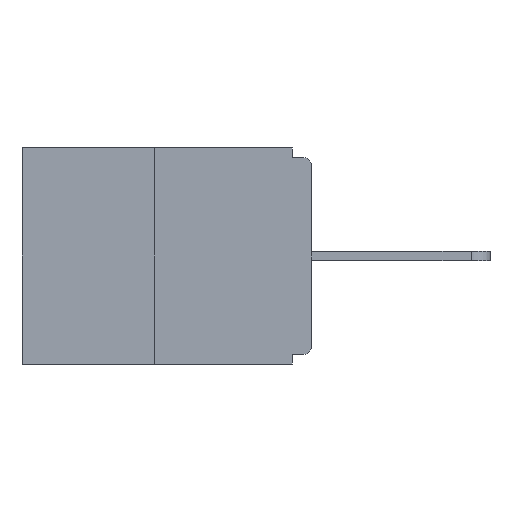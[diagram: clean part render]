
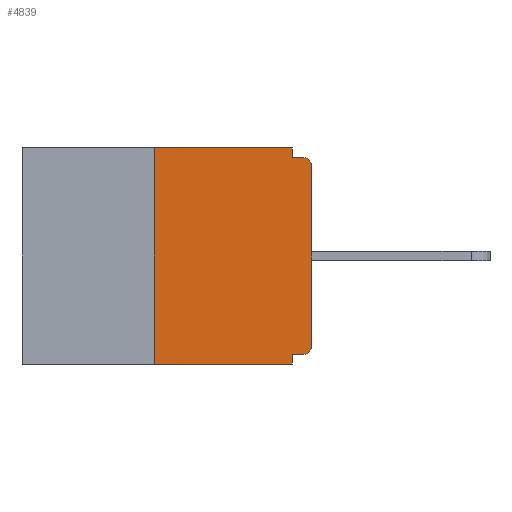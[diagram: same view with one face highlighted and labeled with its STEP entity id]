
A CAD part, left-side view. The second image highlights one B-rep face of the part: STEP entity #4839.
In plain terms, the highlighted planar face has unit normal (-1, 0, 0).
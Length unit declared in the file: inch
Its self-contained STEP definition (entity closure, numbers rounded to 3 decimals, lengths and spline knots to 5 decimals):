
#11 = VECTOR ( 'NONE', #10476, 39.37008 ) ;
#146 = EDGE_CURVE ( 'NONE', #8435, #5772, #4770, .T. ) ;
#188 = AXIS2_PLACEMENT_3D ( 'NONE', #3543, #1058, #4568 ) ;
#269 = LINE ( 'NONE', #1905, #5310 ) ;
#309 = CARTESIAN_POINT ( 'NONE',  ( 0., 0.031, -0.328 ) ) ;
#475 = DIRECTION ( 'NONE',  ( 0., -1., 0. ) ) ;
#525 = CARTESIAN_POINT ( 'NONE',  ( 0., 0., -0.313 ) ) ;
#784 = VERTEX_POINT ( 'NONE', #309 ) ;
#816 = AXIS2_PLACEMENT_3D ( 'NONE', #7478, #10817, #9877 ) ;
#947 = VECTOR ( 'NONE', #1191, 39.37008 ) ;
#1024 = CARTESIAN_POINT ( 'NONE',  ( 0., 0., -0.328 ) ) ;
#1058 = DIRECTION ( 'NONE',  ( -1., 0., 0. ) ) ;
#1066 = EDGE_CURVE ( 'NONE', #784, #3056, #7142, .T. ) ;
#1098 = EDGE_CURVE ( 'NONE', #9980, #7607, #8007, .T. ) ;
#1136 = DIRECTION ( 'NONE',  ( 0., 1., 0. ) ) ;
#1191 = DIRECTION ( 'NONE',  ( 0., 0., 1. ) ) ;
#1212 = DIRECTION ( 'NONE',  ( 0., 0., -1. ) ) ;
#1276 = CARTESIAN_POINT ( 'NONE',  ( 0., 0.031, -0.343 ) ) ;
#1412 = EDGE_CURVE ( 'NONE', #9980, #3056, #3348, .T. ) ;
#1416 = VECTOR ( 'NONE', #9048, 39.37008 ) ;
#1762 = ORIENTED_EDGE ( 'NONE', *, *, #4125, .T. ) ;
#1905 = CARTESIAN_POINT ( 'NONE',  ( 0., 0.46, 0. ) ) ;
#2508 = VECTOR ( 'NONE', #10843, 39.37008 ) ;
#2617 = EDGE_CURVE ( 'NONE', #7607, #9644, #269, .T. ) ;
#2633 = CARTESIAN_POINT ( 'NONE',  ( 0., 0.25, -0.343 ) ) ;
#2648 = ORIENTED_EDGE ( 'NONE', *, *, #7143, .F. ) ;
#2873 = CARTESIAN_POINT ( 'NONE',  ( 0., 0., -0.03 ) ) ;
#2947 = ORIENTED_EDGE ( 'NONE', *, *, #7272, .F. ) ;
#3056 = VERTEX_POINT ( 'NONE', #1276 ) ;
#3072 = CARTESIAN_POINT ( 'NONE',  ( 0., 0.015, -0.015 ) ) ;
#3265 = ORIENTED_EDGE ( 'NONE', *, *, #1066, .F. ) ;
#3348 = LINE ( 'NONE', #7622, #6523 ) ;
#3389 = VERTEX_POINT ( 'NONE', #5609 ) ;
#3543 = CARTESIAN_POINT ( 'NONE',  ( 0., 0.015, -0.313 ) ) ;
#3728 = VECTOR ( 'NONE', #1136, 39.37008 ) ;
#3732 = VECTOR ( 'NONE', #475, 39.37008 ) ;
#4125 = EDGE_CURVE ( 'NONE', #3389, #8435, #10142, .T. ) ;
#4240 = ORIENTED_EDGE ( 'NONE', *, *, #7997, .T. ) ;
#4568 = DIRECTION ( 'NONE',  ( 0., 0., -1. ) ) ;
#4770 = LINE ( 'NONE', #5597, #947 ) ;
#4784 = CARTESIAN_POINT ( 'NONE',  ( 0., 0.031, -0.343 ) ) ;
#4839 = ADVANCED_FACE ( 'NONE', ( #4885 ), #8254, .F. ) ;
#4885 = FACE_OUTER_BOUND ( 'NONE', #8324, .T. ) ;
#5141 = AXIS2_PLACEMENT_3D ( 'NONE', #9564, #8754, #1212 ) ;
#5310 = VECTOR ( 'NONE', #6968, 39.37008 ) ;
#5389 = EDGE_CURVE ( 'NONE', #3389, #784, #8561, .T. ) ;
#5591 = LINE ( 'NONE', #6195, #3732 ) ;
#5597 = CARTESIAN_POINT ( 'NONE',  ( 0., 0., 0. ) ) ;
#5609 = CARTESIAN_POINT ( 'NONE',  ( 0., 0.015, -0.328 ) ) ;
#5772 = VERTEX_POINT ( 'NONE', #2873 ) ;
#5800 = LINE ( 'NONE', #6512, #2508 ) ;
#6162 = ORIENTED_EDGE ( 'NONE', *, *, #5389, .F. ) ;
#6195 = CARTESIAN_POINT ( 'NONE',  ( 0., 0., -0.015 ) ) ;
#6512 = CARTESIAN_POINT ( 'NONE',  ( 0., 0.031, 0. ) ) ;
#6523 = VECTOR ( 'NONE', #8451, 39.37008 ) ;
#6717 = CARTESIAN_POINT ( 'NONE',  ( 0., 0.031, -0.015 ) ) ;
#6790 = ORIENTED_EDGE ( 'NONE', *, *, #1098, .F. ) ;
#6964 = CARTESIAN_POINT ( 'NONE',  ( 0., 0.25, 0. ) ) ;
#6968 = DIRECTION ( 'NONE',  ( 0., -1., 0. ) ) ;
#6977 = CARTESIAN_POINT ( 'NONE',  ( 0., 0.031, 0. ) ) ;
#7001 = CARTESIAN_POINT ( 'NONE',  ( 0., 0.25, 0. ) ) ;
#7081 = CIRCLE ( 'NONE', #5141, 0.015 ) ;
#7142 = LINE ( 'NONE', #4784, #11 ) ;
#7143 = EDGE_CURVE ( 'NONE', #10223, #8393, #5591, .T. ) ;
#7272 = EDGE_CURVE ( 'NONE', #9644, #10223, #5800, .T. ) ;
#7384 = ORIENTED_EDGE ( 'NONE', *, *, #146, .T. ) ;
#7478 = CARTESIAN_POINT ( 'NONE',  ( 0., 0.46, 0. ) ) ;
#7607 = VERTEX_POINT ( 'NONE', #7001 ) ;
#7622 = CARTESIAN_POINT ( 'NONE',  ( 0., 0.46, -0.343 ) ) ;
#7997 = EDGE_CURVE ( 'NONE', #5772, #8393, #7081, .T. ) ;
#8007 = LINE ( 'NONE', #6964, #1416 ) ;
#8244 = ORIENTED_EDGE ( 'NONE', *, *, #2617, .F. ) ;
#8254 = PLANE ( 'NONE',  #816 ) ;
#8324 = EDGE_LOOP ( 'NONE', ( #8244, #6790, #9751, #3265, #6162, #1762, #7384, #4240, #2648, #2947 ) ) ;
#8393 = VERTEX_POINT ( 'NONE', #3072 ) ;
#8435 = VERTEX_POINT ( 'NONE', #525 ) ;
#8451 = DIRECTION ( 'NONE',  ( 0., -1., 0. ) ) ;
#8561 = LINE ( 'NONE', #1024, #3728 ) ;
#8754 = DIRECTION ( 'NONE',  ( -1., 0., 0. ) ) ;
#9048 = DIRECTION ( 'NONE',  ( 0., 0., 1. ) ) ;
#9564 = CARTESIAN_POINT ( 'NONE',  ( 0., 0.015, -0.03 ) ) ;
#9644 = VERTEX_POINT ( 'NONE', #6977 ) ;
#9751 = ORIENTED_EDGE ( 'NONE', *, *, #1412, .T. ) ;
#9877 = DIRECTION ( 'NONE',  ( 0., 0., -1. ) ) ;
#9980 = VERTEX_POINT ( 'NONE', #2633 ) ;
#10142 = CIRCLE ( 'NONE', #188, 0.015 ) ;
#10223 = VERTEX_POINT ( 'NONE', #6717 ) ;
#10476 = DIRECTION ( 'NONE',  ( 0., 0., -1. ) ) ;
#10817 = DIRECTION ( 'NONE',  ( 1., 0., 0. ) ) ;
#10843 = DIRECTION ( 'NONE',  ( 0., 0., -1. ) ) ;
